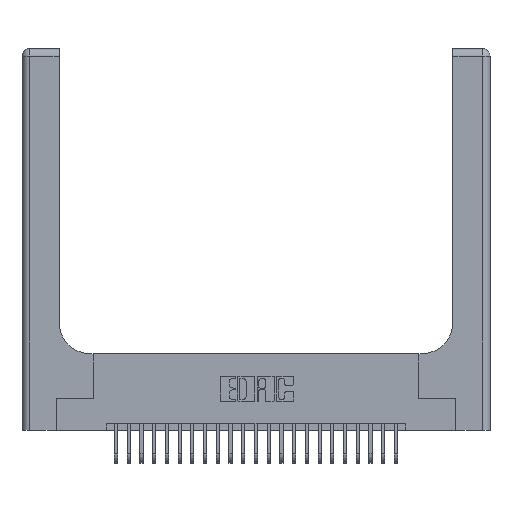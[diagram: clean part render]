
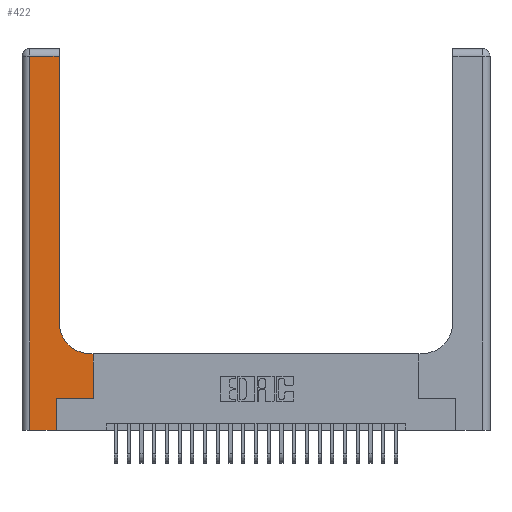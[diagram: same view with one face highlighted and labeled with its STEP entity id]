
A CAD part, top view. The second image highlights one B-rep face of the part: STEP entity #422.
In plain terms, the highlighted planar face has unit normal (0, 0, 1).
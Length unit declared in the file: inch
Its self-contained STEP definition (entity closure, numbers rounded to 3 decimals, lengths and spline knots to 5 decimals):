
#235 = VERTEX_POINT ( 'NONE', #12185 ) ;
#272 = CARTESIAN_POINT ( 'NONE',  ( 0.06, 3., 0.37 ) ) ;
#422 = ADVANCED_FACE ( 'NONE', ( #1932 ), #3143, .F. ) ;
#1022 = DIRECTION ( 'NONE',  ( 0., 0., -1. ) ) ;
#1508 = CARTESIAN_POINT ( 'NONE',  ( 0., 3., 0.37 ) ) ;
#1661 = VECTOR ( 'NONE', #2034, 39.37008 ) ;
#1932 = FACE_OUTER_BOUND ( 'NONE', #7643, .T. ) ;
#2034 = DIRECTION ( 'NONE',  ( 0., 1., 0. ) ) ;
#2257 = CARTESIAN_POINT ( 'NONE',  ( 0., 2.94, 0.37 ) ) ;
#3031 = ORIENTED_EDGE ( 'NONE', *, *, #5933, .T. ) ;
#3052 = CARTESIAN_POINT ( 'NONE',  ( 0.5585, 0.6, 0.37 ) ) ;
#3143 = PLANE ( 'NONE',  #27476 ) ;
#3205 = DIRECTION ( 'NONE',  ( -1., 0., 0. ) ) ;
#3713 = VECTOR ( 'NONE', #26623, 39.37008 ) ;
#3798 = VERTEX_POINT ( 'NONE', #11323 ) ;
#4004 = VECTOR ( 'NONE', #8706, 39.37008 ) ;
#4525 = ORIENTED_EDGE ( 'NONE', *, *, #16874, .T. ) ;
#4546 = CARTESIAN_POINT ( 'NONE',  ( 0.5415, 0.6, 0.37 ) ) ;
#5064 = VERTEX_POINT ( 'NONE', #3052 ) ;
#5086 = EDGE_CURVE ( 'NONE', #14672, #3798, #16824, .T. ) ;
#5295 = ORIENTED_EDGE ( 'NONE', *, *, #24841, .T. ) ;
#5933 = EDGE_CURVE ( 'NONE', #7725, #5064, #13159, .T. ) ;
#6376 = ORIENTED_EDGE ( 'NONE', *, *, #5086, .T. ) ;
#7018 = EDGE_CURVE ( 'NONE', #20838, #235, #26451, .T. ) ;
#7078 = VECTOR ( 'NONE', #10220, 39.37008 ) ;
#7643 = EDGE_LOOP ( 'NONE', ( #23020, #23921, #9748, #6376, #5295, #8854, #3031, #26475, #4525 ) ) ;
#7725 = VERTEX_POINT ( 'NONE', #25628 ) ;
#8706 = DIRECTION ( 'NONE',  ( -1., 0., 0. ) ) ;
#8854 = ORIENTED_EDGE ( 'NONE', *, *, #22890, .T. ) ;
#8884 = VERTEX_POINT ( 'NONE', #9444 ) ;
#9444 = CARTESIAN_POINT ( 'NONE',  ( 0.269, 0.25, 0.37 ) ) ;
#9748 = ORIENTED_EDGE ( 'NONE', *, *, #21353, .T. ) ;
#9912 = CARTESIAN_POINT ( 'NONE',  ( 0.5415, 0.85, 0.37 ) ) ;
#10220 = DIRECTION ( 'NONE',  ( 0., 1., 0. ) ) ;
#11323 = CARTESIAN_POINT ( 'NONE',  ( 0.269, 0., 0.37 ) ) ;
#11673 = CARTESIAN_POINT ( 'NONE',  ( 0.269, 0., 0.37 ) ) ;
#11724 = LINE ( 'NONE', #11673, #27068 ) ;
#11792 = DIRECTION ( 'NONE',  ( 1., 0., 0. ) ) ;
#12048 = DIRECTION ( 'NONE',  ( 1., 0., 0. ) ) ;
#12185 = CARTESIAN_POINT ( 'NONE',  ( 0.06, 2.94, 0.37 ) ) ;
#12657 = CARTESIAN_POINT ( 'NONE',  ( 0.269, 0.25, 0.37 ) ) ;
#13159 = LINE ( 'NONE', #25271, #1661 ) ;
#14672 = VERTEX_POINT ( 'NONE', #17004 ) ;
#15141 = LINE ( 'NONE', #24519, #3713 ) ;
#15509 = CARTESIAN_POINT ( 'NONE',  ( 0.2915, 0.85, 0.37 ) ) ;
#15641 = AXIS2_PLACEMENT_3D ( 'NONE', #9912, #24541, #12048 ) ;
#15677 = EDGE_CURVE ( 'NONE', #5064, #24615, #15141, .T. ) ;
#16151 = VECTOR ( 'NONE', #11792, 39.37008 ) ;
#16340 = EDGE_CURVE ( 'NONE', #20015, #20838, #23854, .T. ) ;
#16420 = CARTESIAN_POINT ( 'NONE',  ( 0.2915, 3., 0.37 ) ) ;
#16824 = LINE ( 'NONE', #22212, #16151 ) ;
#16874 = EDGE_CURVE ( 'NONE', #24615, #20015, #22519, .T. ) ;
#17004 = CARTESIAN_POINT ( 'NONE',  ( 0.06, 0., 0.37 ) ) ;
#19379 = LINE ( 'NONE', #12657, #24233 ) ;
#20015 = VERTEX_POINT ( 'NONE', #15509 ) ;
#20363 = VECTOR ( 'NONE', #25768, 39.37008 ) ;
#20838 = VERTEX_POINT ( 'NONE', #27170 ) ;
#21353 = EDGE_CURVE ( 'NONE', #235, #14672, #25914, .T. ) ;
#22212 = CARTESIAN_POINT ( 'NONE',  ( 0., 0., 0.37 ) ) ;
#22519 = CIRCLE ( 'NONE', #15641, 0.25 ) ;
#22890 = EDGE_CURVE ( 'NONE', #8884, #7725, #19379, .T. ) ;
#23020 = ORIENTED_EDGE ( 'NONE', *, *, #16340, .T. ) ;
#23133 = DIRECTION ( 'NONE',  ( 1., 0., 0. ) ) ;
#23854 = LINE ( 'NONE', #16420, #7078 ) ;
#23921 = ORIENTED_EDGE ( 'NONE', *, *, #7018, .T. ) ;
#24171 = DIRECTION ( 'NONE',  ( 0., 1., 0. ) ) ;
#24233 = VECTOR ( 'NONE', #23133, 39.37008 ) ;
#24519 = CARTESIAN_POINT ( 'NONE',  ( 0.2915, 0.6, 0.37 ) ) ;
#24541 = DIRECTION ( 'NONE',  ( 0., 0., -1. ) ) ;
#24615 = VERTEX_POINT ( 'NONE', #4546 ) ;
#24841 = EDGE_CURVE ( 'NONE', #3798, #8884, #11724, .T. ) ;
#25271 = CARTESIAN_POINT ( 'NONE',  ( 0.5585, 0.25, 0.37 ) ) ;
#25628 = CARTESIAN_POINT ( 'NONE',  ( 0.5585, 0.25, 0.37 ) ) ;
#25768 = DIRECTION ( 'NONE',  ( 0., -1., 0. ) ) ;
#25914 = LINE ( 'NONE', #272, #20363 ) ;
#26451 = LINE ( 'NONE', #2257, #4004 ) ;
#26475 = ORIENTED_EDGE ( 'NONE', *, *, #15677, .T. ) ;
#26623 = DIRECTION ( 'NONE',  ( -1., 0., 0. ) ) ;
#27068 = VECTOR ( 'NONE', #24171, 39.37008 ) ;
#27170 = CARTESIAN_POINT ( 'NONE',  ( 0.2915, 2.94, 0.37 ) ) ;
#27476 = AXIS2_PLACEMENT_3D ( 'NONE', #1508, #1022, #3205 ) ;
